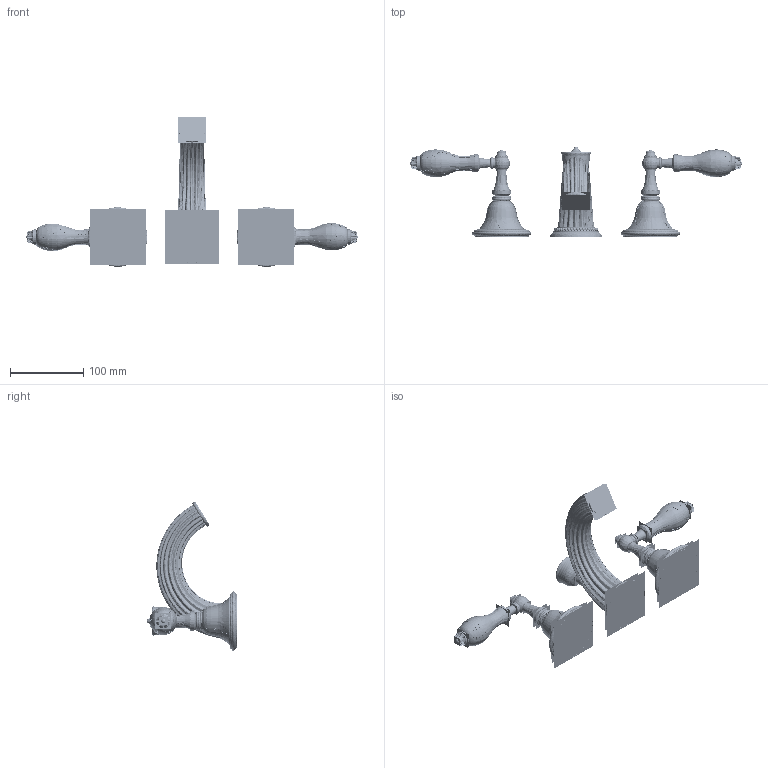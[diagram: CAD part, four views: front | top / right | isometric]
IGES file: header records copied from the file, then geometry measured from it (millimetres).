
Start section:  PTC IGES file: 0914BSN821-XXXX-XX_Provence_china.igs
Global section: file name: 0914BSN821-XXXX-XX_Provence_china.igs; native system: Creo Elements/Pro by Parametric Technology Corporation; preprocessor: 2015070; author: cheap; organization: Unknown; date: 20200219.143406; units: inch
Bounding box: 453.14 x 123.99 x 204.14 mm (x, y, z)
Volume: 2359981.3 mm3; surface area: 2164824.4 mm2
Topology: 18 solids, 18 shells, 2754 faces, 17901 edges, 25325 vertices
Faces by surface type: revolution 1462, bspline 1228, extrusion 64
